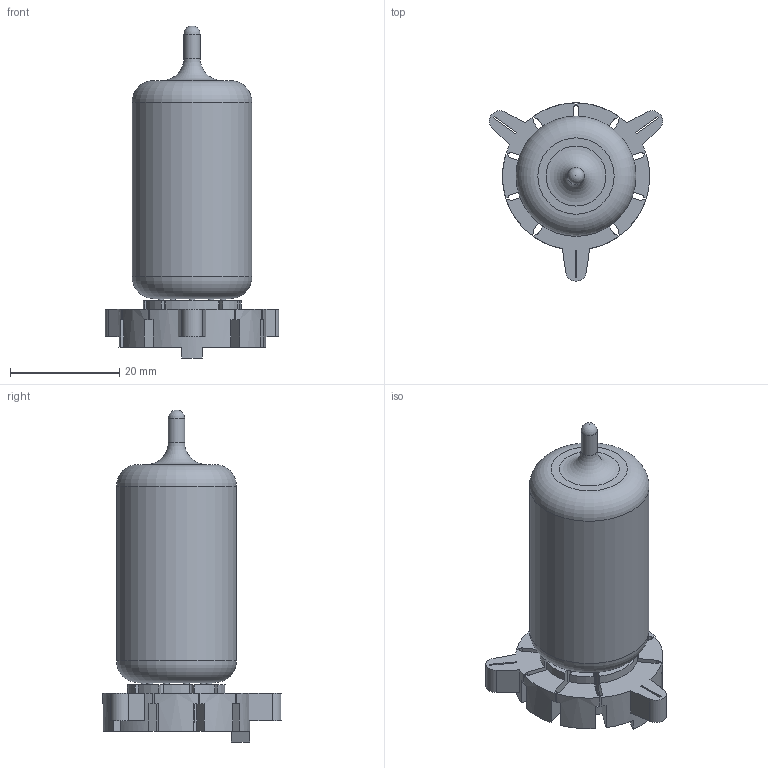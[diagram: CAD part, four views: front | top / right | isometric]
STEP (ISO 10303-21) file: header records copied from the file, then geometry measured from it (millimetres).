
FILE_DESCRIPTION(('FreeCAD Model'),'2;1');
FILE_NAME('Open CASCADE Shape Model','2021-10-26T11:10:40',('Author'),( ''),'Open CASCADE STEP processor 7.4','FreeCAD','Unknown');
FILE_SCHEMA(('AUTOMOTIVE_DESIGN { 1 0 10303 214 1 1 1 1 }'));
Length unit declared in the file: millimetre
Products named in the file (3): VT9_RT_2; Body; ECC83_v1
Assembly tree (2 placements, depth 2):
  VT9_RT_2
    Body
    ECC83_v1
Bounding box: 31.79 x 32.69 x 60.9 mm (x, y, z)
Volume: 18701.9 mm3; surface area: 6980.5 mm2
Topology: 11 solids, 11 shells, 276 faces, 911 edges, 1042 vertices
Faces by surface type: plane 165, cylinder 98, bspline 9, torus 3, sphere 1
Full cylindrical faces by diameter (mm): 1 x9, 3 x1, 3.5 x1, 6 x2, 22 x1
Entity records: 21542 total; most frequent: CARTESIAN_POINT 4572, DIRECTION 3326, LINE 1751, VECTOR 1751, ORIENTED_EDGE 1534, PCURVE 1534, DEFINITIONAL_REPRESENTATION 1534, EDGE_CURVE 767
